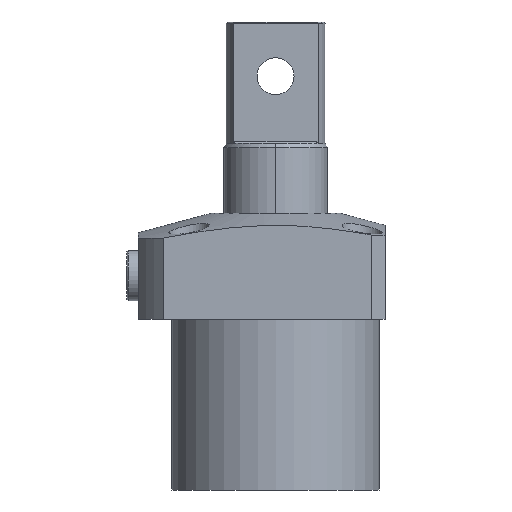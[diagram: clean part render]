
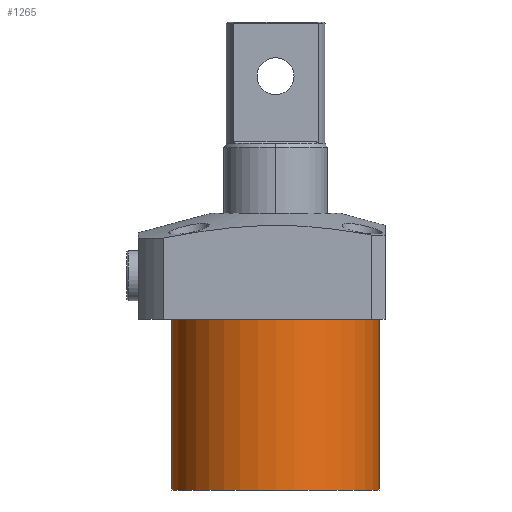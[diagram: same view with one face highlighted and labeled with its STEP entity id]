
A CAD part, front view. The second image highlights one B-rep face of the part: STEP entity #1265.
In plain terms, the highlighted cylindrical face has radius 45 mm (diameter 90 mm), a partial arc.
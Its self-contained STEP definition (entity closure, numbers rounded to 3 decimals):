
#97 = CIRCLE ( 'NONE', #2238, 45. ) ;
#224 = CARTESIAN_POINT ( 'NONE',  ( 0., 0., -74. ) ) ;
#330 = CYLINDRICAL_SURFACE ( 'NONE', #1373, 45. ) ;
#347 = EDGE_CURVE ( 'NONE', #2989, #2053, #97, .T. ) ;
#382 = VERTEX_POINT ( 'NONE', #3083 ) ;
#516 = DIRECTION ( 'NONE',  ( -1., 0., 0. ) ) ;
#584 = VECTOR ( 'NONE', #914, 1000. ) ;
#914 = DIRECTION ( 'NONE',  ( 0., 0., 1. ) ) ;
#998 = EDGE_CURVE ( 'NONE', #3676, #2989, #2966, .T. ) ;
#1265 = ADVANCED_FACE ( 'NONE', ( #3306 ), #330, .T. ) ;
#1301 = DIRECTION ( 'NONE',  ( 1., 0., 0. ) ) ;
#1373 = AXIS2_PLACEMENT_3D ( 'NONE', #3146, #3304, #3234 ) ;
#1455 = ORIENTED_EDGE ( 'NONE', *, *, #347, .T. ) ;
#1610 = CARTESIAN_POINT ( 'NONE',  ( 0., 0., 0. ) ) ;
#1704 = EDGE_LOOP ( 'NONE', ( #2864, #2187, #2969, #1455 ) ) ;
#1835 = CARTESIAN_POINT ( 'NONE',  ( -45., 0., -74. ) ) ;
#2053 = VERTEX_POINT ( 'NONE', #2293 ) ;
#2082 = VECTOR ( 'NONE', #2522, 1000. ) ;
#2187 = ORIENTED_EDGE ( 'NONE', *, *, #3532, .F. ) ;
#2238 = AXIS2_PLACEMENT_3D ( 'NONE', #1610, #3379, #1301 ) ;
#2293 = CARTESIAN_POINT ( 'NONE',  ( -45., 0., 0. ) ) ;
#2356 = DIRECTION ( 'NONE',  ( 0., 0., -1. ) ) ;
#2516 = CARTESIAN_POINT ( 'NONE',  ( 45., 0., -74. ) ) ;
#2522 = DIRECTION ( 'NONE',  ( 0., 0., 1. ) ) ;
#2864 = ORIENTED_EDGE ( 'NONE', *, *, #3722, .F. ) ;
#2966 = LINE ( 'NONE', #2516, #2082 ) ;
#2969 = ORIENTED_EDGE ( 'NONE', *, *, #998, .T. ) ;
#2989 = VERTEX_POINT ( 'NONE', #3048 ) ;
#3048 = CARTESIAN_POINT ( 'NONE',  ( 45., 0., 0. ) ) ;
#3083 = CARTESIAN_POINT ( 'NONE',  ( -45., 0., -74. ) ) ;
#3146 = CARTESIAN_POINT ( 'NONE',  ( 0., 0., -74. ) ) ;
#3234 = DIRECTION ( 'NONE',  ( 1., 0., 0. ) ) ;
#3304 = DIRECTION ( 'NONE',  ( 0., 0., 1. ) ) ;
#3306 = FACE_OUTER_BOUND ( 'NONE', #1704, .T. ) ;
#3346 = AXIS2_PLACEMENT_3D ( 'NONE', #224, #2356, #516 ) ;
#3379 = DIRECTION ( 'NONE',  ( 0., 0., -1. ) ) ;
#3446 = LINE ( 'NONE', #1835, #584 ) ;
#3532 = EDGE_CURVE ( 'NONE', #3676, #382, #3793, .T. ) ;
#3676 = VERTEX_POINT ( 'NONE', #3784 ) ;
#3722 = EDGE_CURVE ( 'NONE', #382, #2053, #3446, .T. ) ;
#3784 = CARTESIAN_POINT ( 'NONE',  ( 45., 0., -74. ) ) ;
#3793 = CIRCLE ( 'NONE', #3346, 45. ) ;
